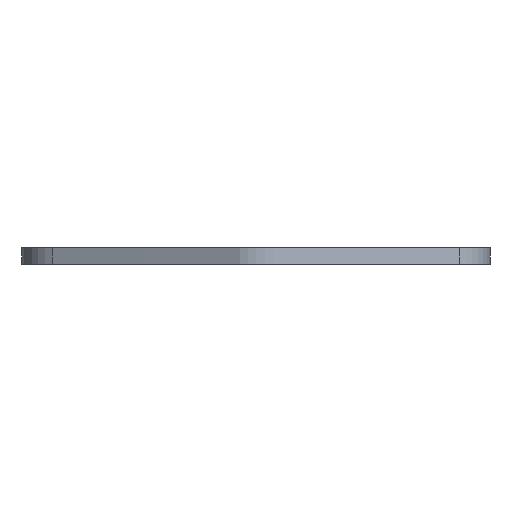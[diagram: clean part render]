
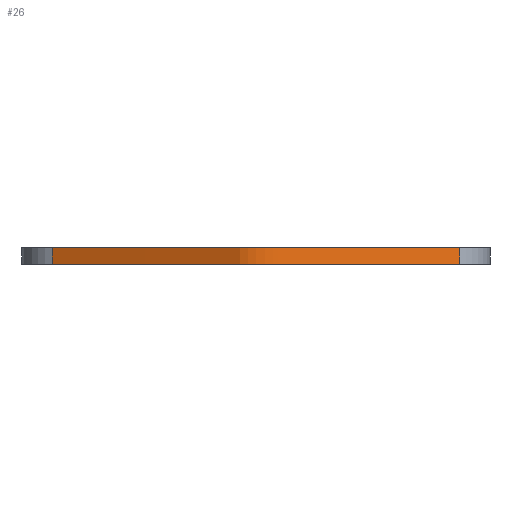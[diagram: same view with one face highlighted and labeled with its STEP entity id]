
A CAD part, left-side view. The second image highlights one B-rep face of the part: STEP entity #26.
In plain terms, the highlighted free-form (B-spline) face has degree [2, 1] with [7, 2] control points.
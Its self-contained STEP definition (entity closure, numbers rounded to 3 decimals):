
#26=ADVANCED_FACE('',(#65),#449,.T.);
#65=FACE_OUTER_BOUND('',#104,.T.);
#104=EDGE_LOOP('',(#200,#201,#202,#203));
#200=ORIENTED_EDGE('',*,*,#279,.F.);
#201=ORIENTED_EDGE('',*,*,#289,.T.);
#202=ORIENTED_EDGE('',*,*,#282,.T.);
#203=ORIENTED_EDGE('',*,*,#288,.F.);
#279=EDGE_CURVE('',#413,#412,#364,.T.);
#282=EDGE_CURVE('',#420,#419,#367,.T.);
#288=EDGE_CURVE('',#412,#419,#333,.T.);
#289=EDGE_CURVE('',#413,#420,#334,.T.);
#333=B_SPLINE_CURVE_WITH_KNOTS('',1,(#1011,#1012),.UNSPECIFIED.,.F.,.F.,
(2,2),(0.,3.),.UNSPECIFIED.);
#334=B_SPLINE_CURVE_WITH_KNOTS('',1,(#1013,#1014),.UNSPECIFIED.,.F.,.F.,
(2,2),(0.,3.),.UNSPECIFIED.);
#364=(
BOUNDED_CURVE()
B_SPLINE_CURVE(2,(#971,#972,#973,#974,#975,#976,#977),.UNSPECIFIED.,.F.,
 .F.)
B_SPLINE_CURVE_WITH_KNOTS((3,2,2,3),(267.061,318.466,
327.607,379.011),.UNSPECIFIED.)
CURVE()
GEOMETRIC_REPRESENTATION_ITEM()
RATIONAL_B_SPLINE_CURVE((1.,1.,1.,0.897,1.,1.,1.))
REPRESENTATION_ITEM('')
);
#367=(
BOUNDED_CURVE()
B_SPLINE_CURVE(2,(#988,#989,#990,#991,#992,#993,#994),.UNSPECIFIED.,.F.,
 .F.)
B_SPLINE_CURVE_WITH_KNOTS((3,2,2,3),(267.061,318.466,
327.607,379.011),.UNSPECIFIED.)
CURVE()
GEOMETRIC_REPRESENTATION_ITEM()
RATIONAL_B_SPLINE_CURVE((1.,1.,1.,0.897,1.,1.,1.))
REPRESENTATION_ITEM('')
);
#412=VERTEX_POINT('',#729);
#413=VERTEX_POINT('',#730);
#419=VERTEX_POINT('',#736);
#420=VERTEX_POINT('',#737);
#449=(
BOUNDED_SURFACE()
B_SPLINE_SURFACE(2,1,((#583,#584),(#585,#586),(#587,#588),(#589,#590),(#591,
#592),(#593,#594),(#595,#596)),.UNSPECIFIED.,.F.,.F.,.F.)
B_SPLINE_SURFACE_WITH_KNOTS((3,2,2,3),(2,2),(-387.715,-327.607,
-318.466,-258.358),(0.,3.),.UNSPECIFIED.)
GEOMETRIC_REPRESENTATION_ITEM()
RATIONAL_B_SPLINE_SURFACE(((1.,1.),(1.,1.),(1.,1.),(0.897,0.897),
(1.,1.),(1.,1.),(1.,1.)))
REPRESENTATION_ITEM('')
SURFACE()
);
#583=CARTESIAN_POINT('',(287.003,43.,369.25));
#584=CARTESIAN_POINT('',(287.003,43.,372.25));
#585=CARTESIAN_POINT('',(277.517,23.707,369.25));
#586=CARTESIAN_POINT('',(277.517,23.707,372.25));
#587=CARTESIAN_POINT('',(268.03,4.414,369.25));
#588=CARTESIAN_POINT('',(268.03,4.414,372.25));
#589=CARTESIAN_POINT('',(265.86,0.001,369.25));
#590=CARTESIAN_POINT('',(265.86,0.001,372.25));
#591=CARTESIAN_POINT('',(268.03,-4.412,369.25));
#592=CARTESIAN_POINT('',(268.03,-4.412,372.25));
#593=CARTESIAN_POINT('',(277.517,-23.706,369.25));
#594=CARTESIAN_POINT('',(277.517,-23.706,372.25));
#595=CARTESIAN_POINT('',(287.003,-43.,369.25));
#596=CARTESIAN_POINT('',(287.003,-43.,372.25));
#729=CARTESIAN_POINT('',(284.256,37.413,369.25));
#730=CARTESIAN_POINT('',(284.256,-37.412,369.25));
#736=CARTESIAN_POINT('',(284.256,37.413,372.25));
#737=CARTESIAN_POINT('',(284.256,-37.412,372.25));
#971=CARTESIAN_POINT('',(284.256,-37.412,369.25));
#972=CARTESIAN_POINT('',(276.143,-20.912,369.25));
#973=CARTESIAN_POINT('',(268.03,-4.412,369.25));
#974=CARTESIAN_POINT('',(265.86,0.001,369.25));
#975=CARTESIAN_POINT('',(268.03,4.414,369.25));
#976=CARTESIAN_POINT('',(276.143,20.913,369.25));
#977=CARTESIAN_POINT('',(284.256,37.413,369.25));
#988=CARTESIAN_POINT('',(284.256,-37.412,372.25));
#989=CARTESIAN_POINT('',(276.143,-20.912,372.25));
#990=CARTESIAN_POINT('',(268.03,-4.412,372.25));
#991=CARTESIAN_POINT('',(265.86,0.001,372.25));
#992=CARTESIAN_POINT('',(268.03,4.414,372.25));
#993=CARTESIAN_POINT('',(276.143,20.913,372.25));
#994=CARTESIAN_POINT('',(284.256,37.413,372.25));
#1011=CARTESIAN_POINT('',(284.256,37.413,369.25));
#1012=CARTESIAN_POINT('',(284.256,37.413,372.25));
#1013=CARTESIAN_POINT('',(284.256,-37.412,369.25));
#1014=CARTESIAN_POINT('',(284.256,-37.412,372.25));
